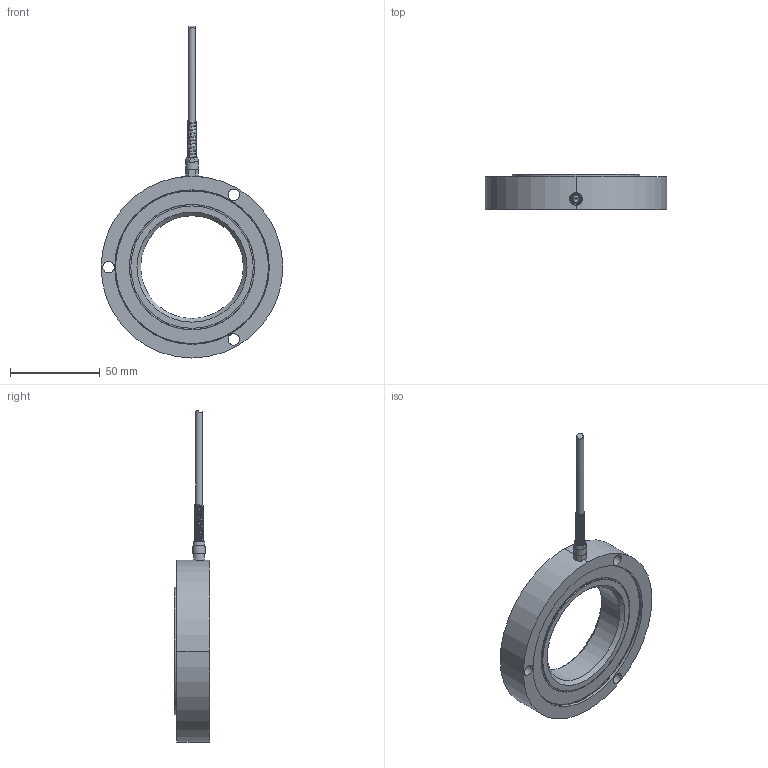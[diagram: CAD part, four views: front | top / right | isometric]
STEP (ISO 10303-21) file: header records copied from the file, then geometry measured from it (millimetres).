
FILE_DESCRIPTION(/* description */ ('QLA277, 3D Model Simplified'),/* implementation_level */ '2;1');
FILE_NAME(/* name */ 'QLA277.stp',/* time_stamp */ '2022-02-03T15:31:21-08:00',/* author */ ('S. MICHEL'),/* organization */ (''),/* preprocessor_version */ 'ST-DEVELOPER v18.1',/* originating_system */ 'Autodesk Inventor 2020',/* authorisation */ '');
FILE_SCHEMA (('AUTOMOTIVE_DESIGN { 1 0 10303 214 3 1 1 }'));
Length unit declared in the file: inch
Products named in the file (1): QLA277
Bounding box: 101.09 x 19.56 x 184.65 mm (x, y, z)
Volume: 93700.7 mm3; surface area: 24482 mm2
Topology: 1 solids, 1 shells, 55 faces, 138 edges, 97 vertices
Faces by surface type: plane 24, cylinder 22, cone 6, bspline 2, torus 1
Full cylindrical faces by diameter (mm): 3.886 x1, 5.334 x1, 5.359 x1, 5.715 x1, 5.867 x1, 6.35 x3, 7.061 x1, 57.15 x1, 68.072 x1, 69.647 x1, 69.774 x1, 70.866 x1, 84.328 x1, 84.963 x1, 85.09 x1, 85.979 x1
Entity records: 8693 total; most frequent: CARTESIAN_POINT 7127, DIRECTION 319, ORIENTED_EDGE 280, EDGE_CURVE 140, AXIS2_PLACEMENT_3D 136, VERTEX_POINT 97, CIRCLE 82, EDGE_LOOP 77
